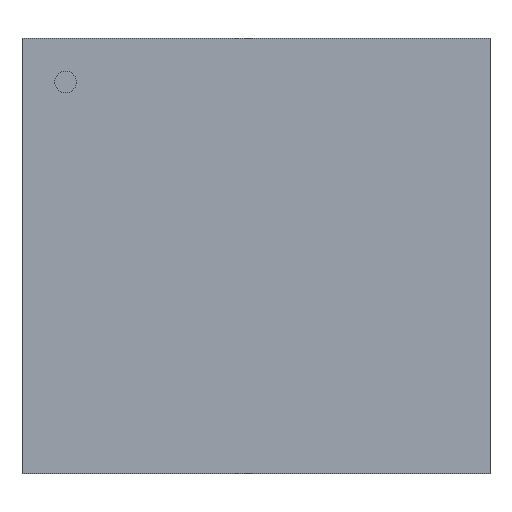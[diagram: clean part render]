
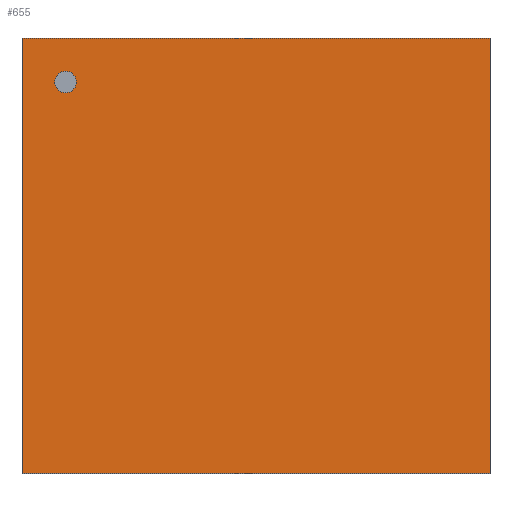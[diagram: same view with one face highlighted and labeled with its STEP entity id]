
A CAD part, top view. The second image highlights one B-rep face of the part: STEP entity #655.
In plain terms, the highlighted planar face has unit normal (0, 0, 1).
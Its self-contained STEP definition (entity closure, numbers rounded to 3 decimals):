
#431=CARTESIAN_POINT('',(0.724,-0.673,0.69));
#430=VERTEX_POINT('',#431);
#441=CARTESIAN_POINT('',(-0.724,-0.673,0.69));
#440=VERTEX_POINT('',#441);
#439=EDGE_CURVE('',#440,#430,#444,.T.);
#444=LINE('',#441,#446);
#446=VECTOR('',#447,1.448);
#447=DIRECTION('',(1.0,0.0,0.0));
#480=CARTESIAN_POINT('',(0.724,0.673,0.69));
#479=VERTEX_POINT('',#480);
#488=EDGE_CURVE('',#430,#479,#493,.T.);
#493=LINE('',#431,#495);
#495=VECTOR('',#496,1.346);
#496=DIRECTION('',(0.0,1.0,0.0));
#529=CARTESIAN_POINT('',(-0.724,0.673,0.69));
#528=VERTEX_POINT('',#529);
#537=EDGE_CURVE('',#479,#528,#542,.T.);
#542=LINE('',#480,#544);
#544=VECTOR('',#545,1.448);
#545=DIRECTION('',(-1.0,0.0,0.0));
#586=EDGE_CURVE('',#528,#440,#591,.T.);
#591=LINE('',#529,#593);
#593=VECTOR('',#594,1.346);
#594=DIRECTION('',(0.0,-1.0,0.0));
#655=ADVANCED_FACE('',(#661),#656,.T.);
#656=PLANE('',#657);
#657=AXIS2_PLACEMENT_3D('',#658,#659,#660);
#658=CARTESIAN_POINT('',(-0.724,-0.673,0.69));
#659=DIRECTION('',(0.0,0.0,1.0));
#660=DIRECTION('',(0.,1.,0.));
#661=FACE_OUTER_BOUND('',#662,.T.);
#662=EDGE_LOOP('',(#663,#673,#683,#693));
#663=ORIENTED_EDGE('',*,*,#439,.T.);
#673=ORIENTED_EDGE('',*,*,#488,.T.);
#683=ORIENTED_EDGE('',*,*,#537,.T.);
#693=ORIENTED_EDGE('',*,*,#586,.T.);
